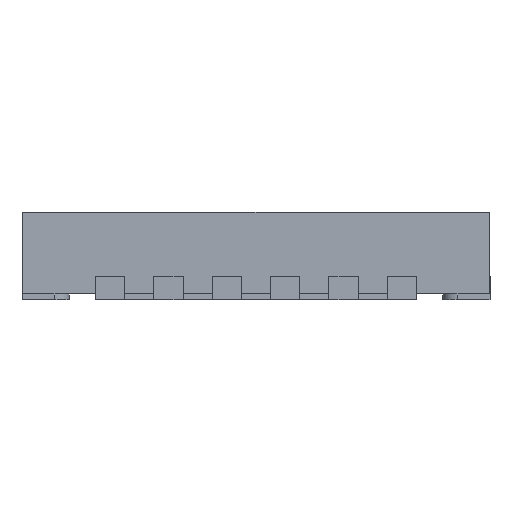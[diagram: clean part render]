
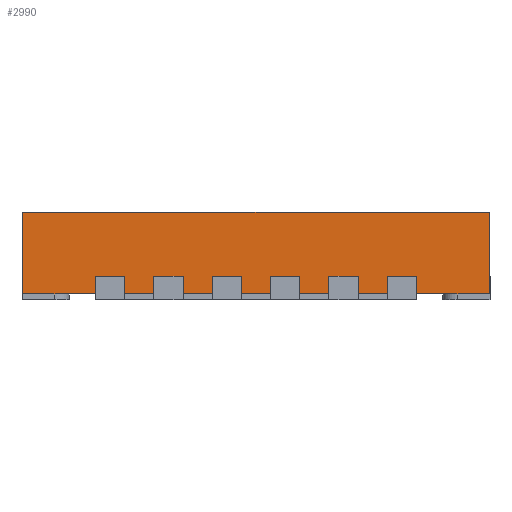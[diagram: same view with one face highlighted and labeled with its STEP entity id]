
A CAD part, front view. The second image highlights one B-rep face of the part: STEP entity #2990.
In plain terms, the highlighted planar face has unit normal (0, -1, 0).
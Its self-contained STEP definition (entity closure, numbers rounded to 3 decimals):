
#220 = VERTEX_POINT('',#221);
#221 = CARTESIAN_POINT('',(2.,-2.5,0.065));
#229 = EDGE_CURVE('',#230,#220,#232,.T.);
#230 = VERTEX_POINT('',#231);
#231 = CARTESIAN_POINT('',(2.,-2.5,0.765));
#232 = LINE('',#233,#234);
#233 = CARTESIAN_POINT('',(2.,-2.5,0.765));
#234 = VECTOR('',#235,1.);
#235 = DIRECTION('',(0.,0.,-1.));
#933 = EDGE_CURVE('',#934,#220,#936,.T.);
#934 = VERTEX_POINT('',#935);
#935 = CARTESIAN_POINT('',(1.375,-2.5,0.065));
#936 = LINE('',#937,#938);
#937 = CARTESIAN_POINT('',(2.,-2.5,0.065));
#938 = VECTOR('',#939,1.);
#939 = DIRECTION('',(1.,0.,0.));
#959 = VERTEX_POINT('',#960);
#960 = CARTESIAN_POINT('',(1.125,-2.5,0.065));
#966 = EDGE_CURVE('',#967,#959,#969,.T.);
#967 = VERTEX_POINT('',#968);
#968 = CARTESIAN_POINT('',(0.875,-2.5,0.065));
#969 = LINE('',#970,#971);
#970 = CARTESIAN_POINT('',(2.,-2.5,0.065));
#971 = VECTOR('',#972,1.);
#972 = DIRECTION('',(1.,0.,0.));
#992 = VERTEX_POINT('',#993);
#993 = CARTESIAN_POINT('',(0.625,-2.5,0.065));
#999 = EDGE_CURVE('',#1000,#992,#1002,.T.);
#1000 = VERTEX_POINT('',#1001);
#1001 = CARTESIAN_POINT('',(0.375,-2.5,0.065));
#1002 = LINE('',#1003,#1004);
#1003 = CARTESIAN_POINT('',(2.,-2.5,0.065));
#1004 = VECTOR('',#1005,1.);
#1005 = DIRECTION('',(1.,0.,0.));
#1025 = VERTEX_POINT('',#1026);
#1026 = CARTESIAN_POINT('',(0.125,-2.5,0.065));
#1032 = EDGE_CURVE('',#1033,#1025,#1035,.T.);
#1033 = VERTEX_POINT('',#1034);
#1034 = CARTESIAN_POINT('',(-0.125,-2.5,0.065));
#1035 = LINE('',#1036,#1037);
#1036 = CARTESIAN_POINT('',(2.,-2.5,0.065));
#1037 = VECTOR('',#1038,1.);
#1038 = DIRECTION('',(1.,0.,0.));
#1058 = VERTEX_POINT('',#1059);
#1059 = CARTESIAN_POINT('',(-0.375,-2.5,0.065));
#1065 = EDGE_CURVE('',#1066,#1058,#1068,.T.);
#1066 = VERTEX_POINT('',#1067);
#1067 = CARTESIAN_POINT('',(-0.625,-2.5,0.065));
#1068 = LINE('',#1069,#1070);
#1069 = CARTESIAN_POINT('',(2.,-2.5,0.065));
#1070 = VECTOR('',#1071,1.);
#1071 = DIRECTION('',(1.,0.,0.));
#1091 = VERTEX_POINT('',#1092);
#1092 = CARTESIAN_POINT('',(-0.875,-2.5,0.065));
#1098 = EDGE_CURVE('',#1099,#1091,#1101,.T.);
#1099 = VERTEX_POINT('',#1100);
#1100 = CARTESIAN_POINT('',(-1.125,-2.5,0.065));
#1101 = LINE('',#1102,#1103);
#1102 = CARTESIAN_POINT('',(2.,-2.5,0.065));
#1103 = VECTOR('',#1104,1.);
#1104 = DIRECTION('',(1.,0.,0.));
#1124 = VERTEX_POINT('',#1125);
#1125 = CARTESIAN_POINT('',(-1.375,-2.5,0.065));
#1131 = EDGE_CURVE('',#1132,#1124,#1134,.T.);
#1132 = VERTEX_POINT('',#1133);
#1133 = CARTESIAN_POINT('',(-2.,-2.5,0.065));
#1134 = LINE('',#1135,#1136);
#1135 = CARTESIAN_POINT('',(2.,-2.5,0.065));
#1136 = VECTOR('',#1137,1.);
#1137 = DIRECTION('',(1.,0.,0.));
#2951 = VERTEX_POINT('',#2952);
#2952 = CARTESIAN_POINT('',(-2.,-2.5,0.765));
#2958 = EDGE_CURVE('',#2951,#230,#2959,.T.);
#2959 = LINE('',#2960,#2961);
#2960 = CARTESIAN_POINT('',(2.,-2.5,0.765));
#2961 = VECTOR('',#2962,1.);
#2962 = DIRECTION('',(1.,0.,0.));
#2990 = ADVANCED_FACE('',(#2991),#3140,.F.);
#2991 = FACE_BOUND('',#2992,.F.);
#2992 = EDGE_LOOP('',(#2993,#2994,#3000,#3001,#3002,#3003,#3011,#3019,
    #3025,#3026,#3034,#3042,#3048,#3049,#3057,#3065,#3071,#3072,#3080,
    #3088,#3094,#3095,#3103,#3111,#3117,#3118,#3126,#3134));
#2993 = ORIENTED_EDGE('',*,*,#1131,.F.);
#2994 = ORIENTED_EDGE('',*,*,#2995,.F.);
#2995 = EDGE_CURVE('',#2951,#1132,#2996,.T.);
#2996 = LINE('',#2997,#2998);
#2997 = CARTESIAN_POINT('',(-2.,-2.5,0.765));
#2998 = VECTOR('',#2999,1.);
#2999 = DIRECTION('',(0.,0.,-1.));
#3000 = ORIENTED_EDGE('',*,*,#2958,.T.);
#3001 = ORIENTED_EDGE('',*,*,#229,.T.);
#3002 = ORIENTED_EDGE('',*,*,#933,.F.);
#3003 = ORIENTED_EDGE('',*,*,#3004,.T.);
#3004 = EDGE_CURVE('',#934,#3005,#3007,.T.);
#3005 = VERTEX_POINT('',#3006);
#3006 = CARTESIAN_POINT('',(1.375,-2.5,0.215));
#3007 = LINE('',#3008,#3009);
#3008 = CARTESIAN_POINT('',(1.375,-2.5,0.49));
#3009 = VECTOR('',#3010,1.);
#3010 = DIRECTION('',(0.,0.,1.));
#3011 = ORIENTED_EDGE('',*,*,#3012,.T.);
#3012 = EDGE_CURVE('',#3005,#3013,#3015,.T.);
#3013 = VERTEX_POINT('',#3014);
#3014 = CARTESIAN_POINT('',(1.125,-2.5,0.215));
#3015 = LINE('',#3016,#3017);
#3016 = CARTESIAN_POINT('',(1.,-2.5,0.215));
#3017 = VECTOR('',#3018,1.);
#3018 = DIRECTION('',(-1.,0.,0.));
#3019 = ORIENTED_EDGE('',*,*,#3020,.F.);
#3020 = EDGE_CURVE('',#959,#3013,#3021,.T.);
#3021 = LINE('',#3022,#3023);
#3022 = CARTESIAN_POINT('',(1.125,-2.5,0.49));
#3023 = VECTOR('',#3024,1.);
#3024 = DIRECTION('',(0.,0.,1.));
#3025 = ORIENTED_EDGE('',*,*,#966,.F.);
#3026 = ORIENTED_EDGE('',*,*,#3027,.T.);
#3027 = EDGE_CURVE('',#967,#3028,#3030,.T.);
#3028 = VERTEX_POINT('',#3029);
#3029 = CARTESIAN_POINT('',(0.875,-2.5,0.215));
#3030 = LINE('',#3031,#3032);
#3031 = CARTESIAN_POINT('',(0.875,-2.5,0.49));
#3032 = VECTOR('',#3033,1.);
#3033 = DIRECTION('',(0.,0.,1.));
#3034 = ORIENTED_EDGE('',*,*,#3035,.T.);
#3035 = EDGE_CURVE('',#3028,#3036,#3038,.T.);
#3036 = VERTEX_POINT('',#3037);
#3037 = CARTESIAN_POINT('',(0.625,-2.5,0.215));
#3038 = LINE('',#3039,#3040);
#3039 = CARTESIAN_POINT('',(1.,-2.5,0.215));
#3040 = VECTOR('',#3041,1.);
#3041 = DIRECTION('',(-1.,0.,0.));
#3042 = ORIENTED_EDGE('',*,*,#3043,.F.);
#3043 = EDGE_CURVE('',#992,#3036,#3044,.T.);
#3044 = LINE('',#3045,#3046);
#3045 = CARTESIAN_POINT('',(0.625,-2.5,0.49));
#3046 = VECTOR('',#3047,1.);
#3047 = DIRECTION('',(0.,0.,1.));
#3048 = ORIENTED_EDGE('',*,*,#999,.F.);
#3049 = ORIENTED_EDGE('',*,*,#3050,.T.);
#3050 = EDGE_CURVE('',#1000,#3051,#3053,.T.);
#3051 = VERTEX_POINT('',#3052);
#3052 = CARTESIAN_POINT('',(0.375,-2.5,0.215));
#3053 = LINE('',#3054,#3055);
#3054 = CARTESIAN_POINT('',(0.375,-2.5,0.49));
#3055 = VECTOR('',#3056,1.);
#3056 = DIRECTION('',(0.,0.,1.));
#3057 = ORIENTED_EDGE('',*,*,#3058,.T.);
#3058 = EDGE_CURVE('',#3051,#3059,#3061,.T.);
#3059 = VERTEX_POINT('',#3060);
#3060 = CARTESIAN_POINT('',(0.125,-2.5,0.215));
#3061 = LINE('',#3062,#3063);
#3062 = CARTESIAN_POINT('',(1.,-2.5,0.215));
#3063 = VECTOR('',#3064,1.);
#3064 = DIRECTION('',(-1.,0.,0.));
#3065 = ORIENTED_EDGE('',*,*,#3066,.F.);
#3066 = EDGE_CURVE('',#1025,#3059,#3067,.T.);
#3067 = LINE('',#3068,#3069);
#3068 = CARTESIAN_POINT('',(0.125,-2.5,0.49));
#3069 = VECTOR('',#3070,1.);
#3070 = DIRECTION('',(0.,0.,1.));
#3071 = ORIENTED_EDGE('',*,*,#1032,.F.);
#3072 = ORIENTED_EDGE('',*,*,#3073,.T.);
#3073 = EDGE_CURVE('',#1033,#3074,#3076,.T.);
#3074 = VERTEX_POINT('',#3075);
#3075 = CARTESIAN_POINT('',(-0.125,-2.5,0.215));
#3076 = LINE('',#3077,#3078);
#3077 = CARTESIAN_POINT('',(-0.125,-2.5,0.49));
#3078 = VECTOR('',#3079,1.);
#3079 = DIRECTION('',(0.,0.,1.));
#3080 = ORIENTED_EDGE('',*,*,#3081,.T.);
#3081 = EDGE_CURVE('',#3074,#3082,#3084,.T.);
#3082 = VERTEX_POINT('',#3083);
#3083 = CARTESIAN_POINT('',(-0.375,-2.5,0.215));
#3084 = LINE('',#3085,#3086);
#3085 = CARTESIAN_POINT('',(1.,-2.5,0.215));
#3086 = VECTOR('',#3087,1.);
#3087 = DIRECTION('',(-1.,0.,0.));
#3088 = ORIENTED_EDGE('',*,*,#3089,.F.);
#3089 = EDGE_CURVE('',#1058,#3082,#3090,.T.);
#3090 = LINE('',#3091,#3092);
#3091 = CARTESIAN_POINT('',(-0.375,-2.5,0.49));
#3092 = VECTOR('',#3093,1.);
#3093 = DIRECTION('',(0.,0.,1.));
#3094 = ORIENTED_EDGE('',*,*,#1065,.F.);
#3095 = ORIENTED_EDGE('',*,*,#3096,.T.);
#3096 = EDGE_CURVE('',#1066,#3097,#3099,.T.);
#3097 = VERTEX_POINT('',#3098);
#3098 = CARTESIAN_POINT('',(-0.625,-2.5,0.215));
#3099 = LINE('',#3100,#3101);
#3100 = CARTESIAN_POINT('',(-0.625,-2.5,0.49));
#3101 = VECTOR('',#3102,1.);
#3102 = DIRECTION('',(0.,0.,1.));
#3103 = ORIENTED_EDGE('',*,*,#3104,.T.);
#3104 = EDGE_CURVE('',#3097,#3105,#3107,.T.);
#3105 = VERTEX_POINT('',#3106);
#3106 = CARTESIAN_POINT('',(-0.875,-2.5,0.215));
#3107 = LINE('',#3108,#3109);
#3108 = CARTESIAN_POINT('',(1.,-2.5,0.215));
#3109 = VECTOR('',#3110,1.);
#3110 = DIRECTION('',(-1.,0.,0.));
#3111 = ORIENTED_EDGE('',*,*,#3112,.F.);
#3112 = EDGE_CURVE('',#1091,#3105,#3113,.T.);
#3113 = LINE('',#3114,#3115);
#3114 = CARTESIAN_POINT('',(-0.875,-2.5,0.49));
#3115 = VECTOR('',#3116,1.);
#3116 = DIRECTION('',(0.,0.,1.));
#3117 = ORIENTED_EDGE('',*,*,#1098,.F.);
#3118 = ORIENTED_EDGE('',*,*,#3119,.T.);
#3119 = EDGE_CURVE('',#1099,#3120,#3122,.T.);
#3120 = VERTEX_POINT('',#3121);
#3121 = CARTESIAN_POINT('',(-1.125,-2.5,0.215));
#3122 = LINE('',#3123,#3124);
#3123 = CARTESIAN_POINT('',(-1.125,-2.5,0.49));
#3124 = VECTOR('',#3125,1.);
#3125 = DIRECTION('',(0.,0.,1.));
#3126 = ORIENTED_EDGE('',*,*,#3127,.T.);
#3127 = EDGE_CURVE('',#3120,#3128,#3130,.T.);
#3128 = VERTEX_POINT('',#3129);
#3129 = CARTESIAN_POINT('',(-1.375,-2.5,0.215));
#3130 = LINE('',#3131,#3132);
#3131 = CARTESIAN_POINT('',(1.,-2.5,0.215));
#3132 = VECTOR('',#3133,1.);
#3133 = DIRECTION('',(-1.,0.,0.));
#3134 = ORIENTED_EDGE('',*,*,#3135,.F.);
#3135 = EDGE_CURVE('',#1124,#3128,#3136,.T.);
#3136 = LINE('',#3137,#3138);
#3137 = CARTESIAN_POINT('',(-1.375,-2.5,0.49));
#3138 = VECTOR('',#3139,1.);
#3139 = DIRECTION('',(0.,0.,1.));
#3140 = PLANE('',#3141);
#3141 = AXIS2_PLACEMENT_3D('',#3142,#3143,#3144);
#3142 = CARTESIAN_POINT('',(2.,-2.5,0.765));
#3143 = DIRECTION('',(0.,1.,0.));
#3144 = DIRECTION('',(-1.,0.,0.));
